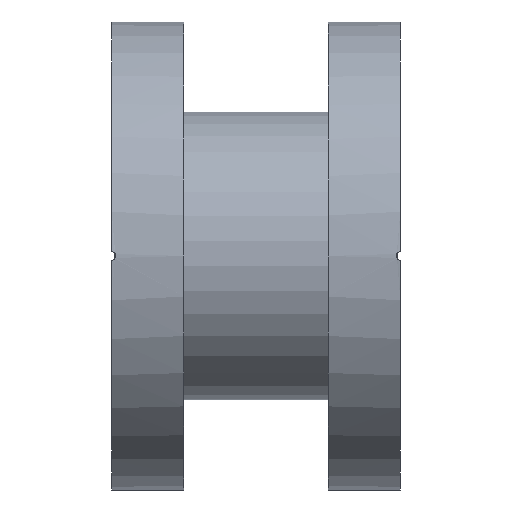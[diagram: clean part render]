
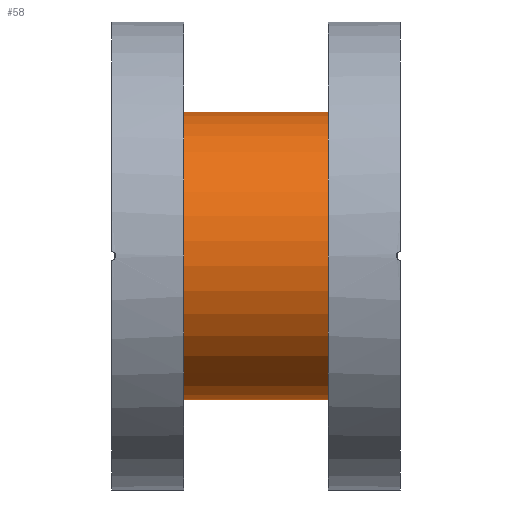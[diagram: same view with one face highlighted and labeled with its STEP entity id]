
A CAD part, left-side view. The second image highlights one B-rep face of the part: STEP entity #58.
In plain terms, the highlighted cylindrical face has radius 35 mm (diameter 70 mm), a partial arc.
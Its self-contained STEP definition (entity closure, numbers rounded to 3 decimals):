
#58 = ADVANCED_FACE ( 'NONE', ( #731 ), #822, .T. ) ;
#181 = VECTOR ( 'NONE', #798, 1000. ) ;
#219 = VERTEX_POINT ( 'NONE', #458 ) ;
#302 = CARTESIAN_POINT ( 'NONE',  ( 0., 53.8, 35. ) ) ;
#336 = EDGE_CURVE ( 'NONE', #689, #1520, #965, .T. ) ;
#416 = AXIS2_PLACEMENT_3D ( 'NONE', #1417, #926, #1045 ) ;
#458 = CARTESIAN_POINT ( 'NONE',  ( 0., 53.8, -35. ) ) ;
#470 = ORIENTED_EDGE ( 'NONE', *, *, #941, .T. ) ;
#539 = CARTESIAN_POINT ( 'NONE',  ( 0., 0., 35. ) ) ;
#559 = VERTEX_POINT ( 'NONE', #982 ) ;
#570 = DIRECTION ( 'NONE',  ( 0., -1., 0. ) ) ;
#585 = DIRECTION ( 'NONE',  ( 0., 0., 1. ) ) ;
#592 = CIRCLE ( 'NONE', #914, 35. ) ;
#601 = ORIENTED_EDGE ( 'NONE', *, *, #1122, .T. ) ;
#638 = EDGE_LOOP ( 'NONE', ( #1326, #1349, #470, #601 ) ) ;
#689 = VERTEX_POINT ( 'NONE', #1372 ) ;
#731 = FACE_OUTER_BOUND ( 'NONE', #638, .T. ) ;
#789 = CARTESIAN_POINT ( 'NONE',  ( 0., 53.8, -35. ) ) ;
#798 = DIRECTION ( 'NONE',  ( 0., -1., 0. ) ) ;
#822 = CYLINDRICAL_SURFACE ( 'NONE', #1411, 35. ) ;
#914 = AXIS2_PLACEMENT_3D ( 'NONE', #1315, #1072, #585 ) ;
#926 = DIRECTION ( 'NONE',  ( 0., 1., 0. ) ) ;
#941 = EDGE_CURVE ( 'NONE', #219, #559, #985, .T. ) ;
#965 = LINE ( 'NONE', #302, #181 ) ;
#982 = CARTESIAN_POINT ( 'NONE',  ( 0., 0., -35. ) ) ;
#985 = LINE ( 'NONE', #789, #1268 ) ;
#1045 = DIRECTION ( 'NONE',  ( 0., 0., 1. ) ) ;
#1072 = DIRECTION ( 'NONE',  ( 0., 1., 0. ) ) ;
#1122 = EDGE_CURVE ( 'NONE', #559, #1520, #592, .T. ) ;
#1139 = CIRCLE ( 'NONE', #416, 35. ) ;
#1268 = VECTOR ( 'NONE', #1436, 1000. ) ;
#1315 = CARTESIAN_POINT ( 'NONE',  ( 0., 0., 0. ) ) ;
#1326 = ORIENTED_EDGE ( 'NONE', *, *, #336, .F. ) ;
#1349 = ORIENTED_EDGE ( 'NONE', *, *, #1571, .F. ) ;
#1372 = CARTESIAN_POINT ( 'NONE',  ( 0., 53.8, 35. ) ) ;
#1411 = AXIS2_PLACEMENT_3D ( 'NONE', #1456, #570, #1573 ) ;
#1417 = CARTESIAN_POINT ( 'NONE',  ( 0., 53.8, 0. ) ) ;
#1436 = DIRECTION ( 'NONE',  ( 0., -1., 0. ) ) ;
#1456 = CARTESIAN_POINT ( 'NONE',  ( 0., 53.8, 0. ) ) ;
#1520 = VERTEX_POINT ( 'NONE', #539 ) ;
#1571 = EDGE_CURVE ( 'NONE', #219, #689, #1139, .T. ) ;
#1573 = DIRECTION ( 'NONE',  ( 0., 0., -1. ) ) ;
